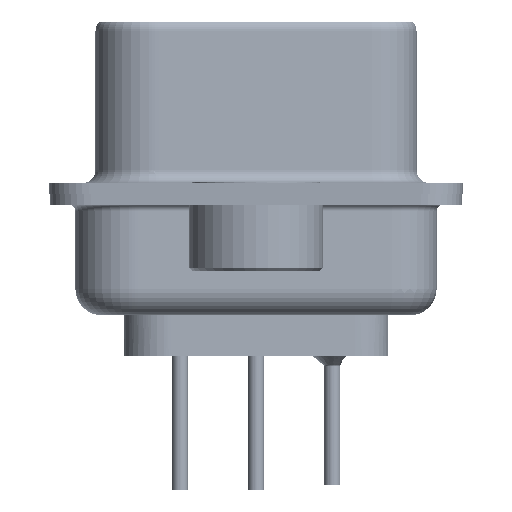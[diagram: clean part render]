
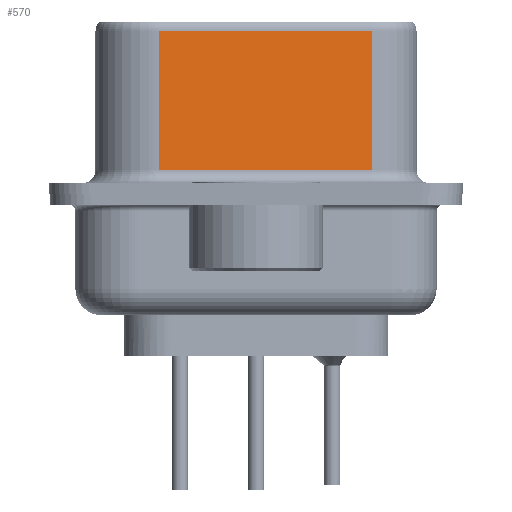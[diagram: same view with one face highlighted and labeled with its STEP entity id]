
A CAD part, left-side view. The second image highlights one B-rep face of the part: STEP entity #570.
In plain terms, the highlighted planar face has unit normal (-0.985, -0.174, 0).
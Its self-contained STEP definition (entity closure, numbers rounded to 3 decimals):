
#570 = ADVANCED_FACE ( 'NONE', ( #15389 ), #31283, .F. ) ;
#1014 = DIRECTION ( 'NONE',  ( -0.174, 0.985, 0. ) ) ;
#2466 = CARTESIAN_POINT ( 'NONE',  ( 3.73, 3.628, 6.05 ) ) ;
#2919 = EDGE_LOOP ( 'NONE', ( #29436, #34406, #23787, #9504 ) ) ;
#3571 = DIRECTION ( 'NONE',  ( 0.985, 0.174, 0. ) ) ;
#3732 = VERTEX_POINT ( 'NONE', #30061 ) ;
#4206 = CARTESIAN_POINT ( 'NONE',  ( 5.132, -4.322, 0.9 ) ) ;
#5293 = DIRECTION ( 'NONE',  ( 0., 0., -1. ) ) ;
#6944 = VECTOR ( 'NONE', #27416, 1000. ) ;
#8103 = AXIS2_PLACEMENT_3D ( 'NONE', #9399, #3571, #1014 ) ;
#8309 = VECTOR ( 'NONE', #5293, 1000. ) ;
#8889 = DIRECTION ( 'NONE',  ( -0.174, 0.985, 0. ) ) ;
#9301 = VERTEX_POINT ( 'NONE', #4206 ) ;
#9399 = CARTESIAN_POINT ( 'NONE',  ( 5.132, -4.322, 6.55 ) ) ;
#9504 = ORIENTED_EDGE ( 'NONE', *, *, #23897, .T. ) ;
#11280 = EDGE_CURVE ( 'NONE', #29022, #33269, #17255, .T. ) ;
#13668 = CARTESIAN_POINT ( 'NONE',  ( 5.132, -4.322, 6.55 ) ) ;
#15389 = FACE_OUTER_BOUND ( 'NONE', #2919, .T. ) ;
#16270 = LINE ( 'NONE', #19722, #6944 ) ;
#17255 = LINE ( 'NONE', #30786, #21927 ) ;
#18465 = LINE ( 'NONE', #32153, #35281 ) ;
#19722 = CARTESIAN_POINT ( 'NONE',  ( 5.132, -4.322, 0.9 ) ) ;
#21927 = VECTOR ( 'NONE', #8889, 1000. ) ;
#23787 = ORIENTED_EDGE ( 'NONE', *, *, #28960, .T. ) ;
#23897 = EDGE_CURVE ( 'NONE', #3732, #9301, #16270, .T. ) ;
#23951 = DIRECTION ( 'NONE',  ( 0., 0., -1. ) ) ;
#24310 = EDGE_CURVE ( 'NONE', #29022, #9301, #30824, .T. ) ;
#27416 = DIRECTION ( 'NONE',  ( 0.174, -0.985, 0. ) ) ;
#28960 = EDGE_CURVE ( 'NONE', #33269, #3732, #18465, .T. ) ;
#29022 = VERTEX_POINT ( 'NONE', #29598 ) ;
#29436 = ORIENTED_EDGE ( 'NONE', *, *, #24310, .F. ) ;
#29598 = CARTESIAN_POINT ( 'NONE',  ( 5.132, -4.322, 6.05 ) ) ;
#30061 = CARTESIAN_POINT ( 'NONE',  ( 3.73, 3.628, 0.9 ) ) ;
#30786 = CARTESIAN_POINT ( 'NONE',  ( 5.132, -4.322, 6.05 ) ) ;
#30824 = LINE ( 'NONE', #13668, #8309 ) ;
#31283 = PLANE ( 'NONE',  #8103 ) ;
#32153 = CARTESIAN_POINT ( 'NONE',  ( 3.73, 3.628, 6.55 ) ) ;
#33269 = VERTEX_POINT ( 'NONE', #2466 ) ;
#34406 = ORIENTED_EDGE ( 'NONE', *, *, #11280, .T. ) ;
#35281 = VECTOR ( 'NONE', #23951, 1000. ) ;
